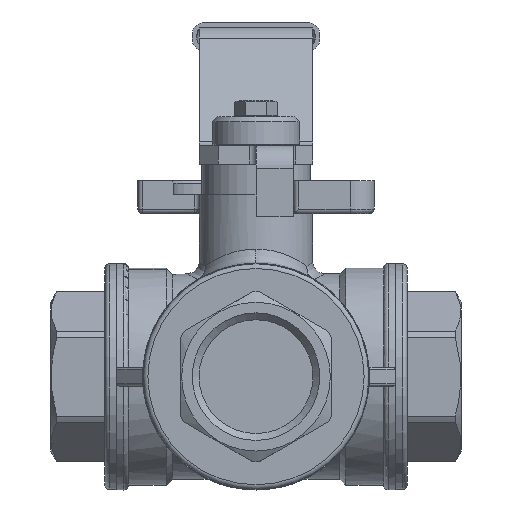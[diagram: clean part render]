
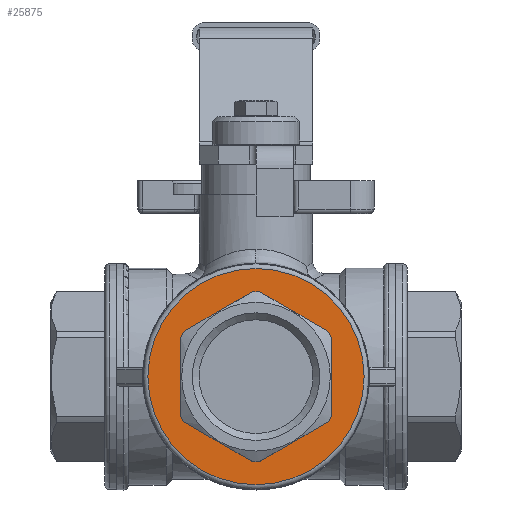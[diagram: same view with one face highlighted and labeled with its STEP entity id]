
A CAD part, front view. The second image highlights one B-rep face of the part: STEP entity #25875.
In plain terms, the highlighted planar face has unit normal (0, -1, 0).
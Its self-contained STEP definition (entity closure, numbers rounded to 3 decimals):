
#20352=CARTESIAN_POINT('',(-0.,-32.,-18.));
#20353=VERTEX_POINT('',#20352);
#20360=CARTESIAN_POINT('',(0.75,-32.,-17.984));
#20361=VERTEX_POINT('',#20360);
#20362=CARTESIAN_POINT('',(-0.,-32.,-0.));
#20363=DIRECTION('',(0.,1.,0.));
#20364=DIRECTION('',(0.,0.,-1.));
#20365=AXIS2_PLACEMENT_3D('',#20362,#20363,#20364);
#20366=CIRCLE('',#20365,18.);
#20367=EDGE_CURVE('',#20361,#20353,#20366,.T.);
#20395=CARTESIAN_POINT('',(-0.,-32.,18.));
#20396=VERTEX_POINT('',#20395);
#20403=CARTESIAN_POINT('',(-0.75,-32.,17.984));
#20404=VERTEX_POINT('',#20403);
#20405=CARTESIAN_POINT('',(-0.,-32.,-0.));
#20406=DIRECTION('',(0.,1.,0.));
#20407=DIRECTION('',(-0.,-0.,1.));
#20408=AXIS2_PLACEMENT_3D('',#20405,#20406,#20407);
#20409=CIRCLE('',#20408,18.);
#20410=EDGE_CURVE('',#20404,#20396,#20409,.T.);
#21835=CARTESIAN_POINT('',(-0.,-32.,-22.9));
#21836=VERTEX_POINT('',#21835);
#21844=CARTESIAN_POINT('',(-0.,-32.,22.9));
#21845=VERTEX_POINT('',#21844);
#21846=CARTESIAN_POINT('',(-0.,-32.,-0.));
#21847=DIRECTION('',(0.,1.,0.));
#21848=DIRECTION('',(0.,0.,-1.));
#21849=AXIS2_PLACEMENT_3D('',#21846,#21847,#21848);
#21850=CIRCLE('',#21849,22.9);
#21851=EDGE_CURVE('',#21836,#21845,#21850,.T.);
#21853=CARTESIAN_POINT('',(-0.,-32.,-0.));
#21854=DIRECTION('',(0.,1.,0.));
#21855=DIRECTION('',(0.,0.,-1.));
#21856=AXIS2_PLACEMENT_3D('',#21853,#21854,#21855);
#21857=CIRCLE('',#21856,22.9);
#21858=EDGE_CURVE('',#21845,#21836,#21857,.T.);
#25747=CARTESIAN_POINT('',(15.95,-32.,-8.343));
#25748=VERTEX_POINT('',#25747);
#25755=CARTESIAN_POINT('',(15.95,-32.,8.343));
#25756=VERTEX_POINT('',#25755);
#25757=CARTESIAN_POINT('',(15.95,-32.,-8.343));
#25758=DIRECTION('',(-0.,-0.,1.));
#25759=VECTOR('',#25758,16.685);
#25760=LINE('',#25757,#25759);
#25761=EDGE_CURVE('',#25748,#25756,#25760,.T.);
#25773=CARTESIAN_POINT('',(-0.,-32.,-20.95));
#25774=DIRECTION('',(0.,1.,0.));
#25775=DIRECTION('',(-0.,-0.,1.));
#25776=AXIS2_PLACEMENT_3D('',#25773,#25774,#25775);
#25777=PLANE('',#25776);
#25778=ORIENTED_EDGE('',*,*,#21858,.F.);
#25779=ORIENTED_EDGE('',*,*,#21851,.F.);
#25780=EDGE_LOOP('',(#25778,#25779));
#25781=FACE_BOUND('',#25780,.T.);
#25782=ORIENTED_EDGE('',*,*,#25761,.F.);
#25783=CARTESIAN_POINT('',(15.2,-32.,-9.642));
#25784=VERTEX_POINT('',#25783);
#25785=CARTESIAN_POINT('',(-0.,-32.,-0.));
#25786=DIRECTION('',(0.,1.,0.));
#25787=DIRECTION('',(0.,0.,-1.));
#25788=AXIS2_PLACEMENT_3D('',#25785,#25786,#25787);
#25789=CIRCLE('',#25788,18.);
#25790=EDGE_CURVE('',#25748,#25784,#25789,.T.);
#25791=ORIENTED_EDGE('',*,*,#25790,.T.);
#25792=CARTESIAN_POINT('',(0.75,-32.,-17.984));
#25793=DIRECTION('',(0.866,-0.,0.5));
#25794=VECTOR('',#25793,16.685);
#25795=LINE('',#25792,#25794);
#25796=EDGE_CURVE('',#20361,#25784,#25795,.T.);
#25797=ORIENTED_EDGE('',*,*,#25796,.F.);
#25798=ORIENTED_EDGE('',*,*,#20367,.T.);
#25799=CARTESIAN_POINT('',(-0.75,-32.,-17.984));
#25800=VERTEX_POINT('',#25799);
#25801=CARTESIAN_POINT('',(-0.,-32.,-0.));
#25802=DIRECTION('',(0.,1.,0.));
#25803=DIRECTION('',(0.,0.,-1.));
#25804=AXIS2_PLACEMENT_3D('',#25801,#25802,#25803);
#25805=CIRCLE('',#25804,18.);
#25806=EDGE_CURVE('',#20353,#25800,#25805,.T.);
#25807=ORIENTED_EDGE('',*,*,#25806,.T.);
#25808=CARTESIAN_POINT('',(-15.2,-32.,-9.642));
#25809=VERTEX_POINT('',#25808);
#25810=CARTESIAN_POINT('',(-15.2,-32.,-9.642));
#25811=DIRECTION('',(0.866,-0.,-0.5));
#25812=VECTOR('',#25811,16.685);
#25813=LINE('',#25810,#25812);
#25814=EDGE_CURVE('',#25809,#25800,#25813,.T.);
#25815=ORIENTED_EDGE('',*,*,#25814,.F.);
#25816=CARTESIAN_POINT('',(-15.95,-32.,-8.343));
#25817=VERTEX_POINT('',#25816);
#25818=CARTESIAN_POINT('',(-0.,-32.,-0.));
#25819=DIRECTION('',(0.,1.,0.));
#25820=DIRECTION('',(0.,0.,-1.));
#25821=AXIS2_PLACEMENT_3D('',#25818,#25819,#25820);
#25822=CIRCLE('',#25821,18.);
#25823=EDGE_CURVE('',#25809,#25817,#25822,.T.);
#25824=ORIENTED_EDGE('',*,*,#25823,.T.);
#25825=CARTESIAN_POINT('',(-15.95,-32.,8.343));
#25826=VERTEX_POINT('',#25825);
#25827=CARTESIAN_POINT('',(-15.95,-32.,8.343));
#25828=DIRECTION('',(0.,0.,-1.));
#25829=VECTOR('',#25828,16.685);
#25830=LINE('',#25827,#25829);
#25831=EDGE_CURVE('',#25826,#25817,#25830,.T.);
#25832=ORIENTED_EDGE('',*,*,#25831,.F.);
#25833=CARTESIAN_POINT('',(-15.2,-32.,9.642));
#25834=VERTEX_POINT('',#25833);
#25835=CARTESIAN_POINT('',(-0.,-32.,-0.));
#25836=DIRECTION('',(0.,1.,0.));
#25837=DIRECTION('',(0.,0.,-1.));
#25838=AXIS2_PLACEMENT_3D('',#25835,#25836,#25837);
#25839=CIRCLE('',#25838,18.);
#25840=EDGE_CURVE('',#25826,#25834,#25839,.T.);
#25841=ORIENTED_EDGE('',*,*,#25840,.T.);
#25842=CARTESIAN_POINT('',(-0.75,-32.,17.984));
#25843=DIRECTION('',(-0.866,0.,-0.5));
#25844=VECTOR('',#25843,16.685);
#25845=LINE('',#25842,#25844);
#25846=EDGE_CURVE('',#20404,#25834,#25845,.T.);
#25847=ORIENTED_EDGE('',*,*,#25846,.F.);
#25848=ORIENTED_EDGE('',*,*,#20410,.T.);
#25849=CARTESIAN_POINT('',(0.75,-32.,17.984));
#25850=VERTEX_POINT('',#25849);
#25851=CARTESIAN_POINT('',(-0.,-32.,-0.));
#25852=DIRECTION('',(0.,1.,0.));
#25853=DIRECTION('',(-0.,-0.,1.));
#25854=AXIS2_PLACEMENT_3D('',#25851,#25852,#25853);
#25855=CIRCLE('',#25854,18.);
#25856=EDGE_CURVE('',#20396,#25850,#25855,.T.);
#25857=ORIENTED_EDGE('',*,*,#25856,.T.);
#25858=CARTESIAN_POINT('',(15.2,-32.,9.642));
#25859=VERTEX_POINT('',#25858);
#25860=CARTESIAN_POINT('',(15.2,-32.,9.642));
#25861=DIRECTION('',(-0.866,0.,0.5));
#25862=VECTOR('',#25861,16.685);
#25863=LINE('',#25860,#25862);
#25864=EDGE_CURVE('',#25859,#25850,#25863,.T.);
#25865=ORIENTED_EDGE('',*,*,#25864,.F.);
#25866=CARTESIAN_POINT('',(-0.,-32.,-0.));
#25867=DIRECTION('',(0.,1.,0.));
#25868=DIRECTION('',(0.,0.,-1.));
#25869=AXIS2_PLACEMENT_3D('',#25866,#25867,#25868);
#25870=CIRCLE('',#25869,18.);
#25871=EDGE_CURVE('',#25859,#25756,#25870,.T.);
#25872=ORIENTED_EDGE('',*,*,#25871,.T.);
#25873=EDGE_LOOP('',(#25782,#25791,#25797,#25798,#25807,#25815,#25824,#25832,#25841,#25847,#25848,#25857,#25865,#25872));
#25874=FACE_BOUND('',#25873,.T.);
#25875=ADVANCED_FACE('',(#25781,#25874),#25777,.F.);
